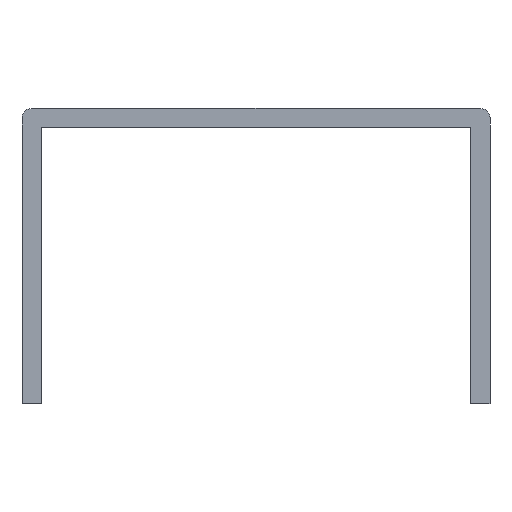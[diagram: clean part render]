
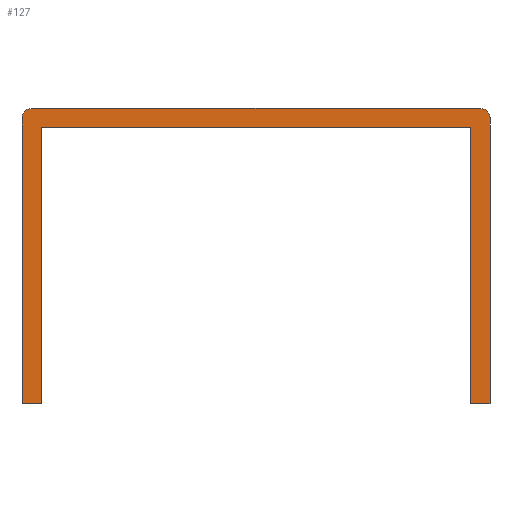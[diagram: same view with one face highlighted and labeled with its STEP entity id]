
A CAD part, left-side view. The second image highlights one B-rep face of the part: STEP entity #127.
In plain terms, the highlighted planar face has unit normal (-1, 0, 0).
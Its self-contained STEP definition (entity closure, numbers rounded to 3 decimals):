
#1 = DIRECTION ( 'NONE',  ( 0., 0., -1. ) ) ;
#3 = DIRECTION ( 'NONE',  ( -1., 0., 0. ) ) ;
#8 = LINE ( 'NONE', #91, #141 ) ;
#26 = LINE ( 'NONE', #203, #67 ) ;
#33 = CARTESIAN_POINT ( 'NONE',  ( -1519.337, 44.635, 0. ) ) ;
#37 = LINE ( 'NONE', #71, #214 ) ;
#41 = ORIENTED_EDGE ( 'NONE', *, *, #264, .T. ) ;
#47 = VECTOR ( 'NONE', #213, 1000. ) ;
#51 = VECTOR ( 'NONE', #292, 1000. ) ;
#54 = VERTEX_POINT ( 'NONE', #116 ) ;
#56 = VECTOR ( 'NONE', #62, 1000. ) ;
#57 = LINE ( 'NONE', #243, #47 ) ;
#62 = DIRECTION ( 'NONE',  ( 0., 0., 1. ) ) ;
#65 = VECTOR ( 'NONE', #134, 1000. ) ;
#67 = VECTOR ( 'NONE', #211, 1000. ) ;
#71 = CARTESIAN_POINT ( 'NONE',  ( -1519.337, 21.135, -14.45 ) ) ;
#72 = LINE ( 'NONE', #319, #56 ) ;
#81 = CARTESIAN_POINT ( 'NONE',  ( -1519.337, 44.635, 1. ) ) ;
#83 = CARTESIAN_POINT ( 'NONE',  ( -1519.337, 44.135, 1. ) ) ;
#84 = DIRECTION ( 'NONE',  ( 0., 1., 0. ) ) ;
#88 = ORIENTED_EDGE ( 'NONE', *, *, #305, .F. ) ;
#91 = CARTESIAN_POINT ( 'NONE',  ( -1519.337, 20.135, -14.45 ) ) ;
#92 = ORIENTED_EDGE ( 'NONE', *, *, #376, .F. ) ;
#98 = EDGE_LOOP ( 'NONE', ( #92, #102, #273, #164, #41, #262, #206, #280, #88, #129 ) ) ;
#102 = ORIENTED_EDGE ( 'NONE', *, *, #267, .T. ) ;
#112 = CARTESIAN_POINT ( 'NONE',  ( -1519.337, 43.635, 0. ) ) ;
#116 = CARTESIAN_POINT ( 'NONE',  ( -1519.337, 43.635, -14.45 ) ) ;
#123 = LINE ( 'NONE', #33, #51 ) ;
#127 = ADVANCED_FACE ( 'NONE', ( #348 ), #400, .F. ) ;
#129 = ORIENTED_EDGE ( 'NONE', *, *, #314, .T. ) ;
#134 = DIRECTION ( 'NONE',  ( 0., -1., 0. ) ) ;
#135 = CARTESIAN_POINT ( 'NONE',  ( -1519.337, 21.135, -14.45 ) ) ;
#141 = VECTOR ( 'NONE', #84, 1000. ) ;
#147 = VERTEX_POINT ( 'NONE', #378 ) ;
#164 = ORIENTED_EDGE ( 'NONE', *, *, #345, .F. ) ;
#167 = VERTEX_POINT ( 'NONE', #342 ) ;
#173 = CARTESIAN_POINT ( 'NONE',  ( -1519.337, 20.135, -14.45 ) ) ;
#178 = CIRCLE ( 'NONE', #235, 0.5 ) ;
#181 = DIRECTION ( 'NONE',  ( 0., 0., 1. ) ) ;
#193 = DIRECTION ( 'NONE',  ( 0., 0., -1. ) ) ;
#195 = LINE ( 'NONE', #295, #204 ) ;
#203 = CARTESIAN_POINT ( 'NONE',  ( -1519.337, 44.635, -14.45 ) ) ;
#204 = VECTOR ( 'NONE', #193, 1000. ) ;
#206 = ORIENTED_EDGE ( 'NONE', *, *, #302, .F. ) ;
#211 = DIRECTION ( 'NONE',  ( 0., 1., 0. ) ) ;
#213 = DIRECTION ( 'NONE',  ( 0., 0., -1. ) ) ;
#214 = VECTOR ( 'NONE', #181, 1000. ) ;
#235 = AXIS2_PLACEMENT_3D ( 'NONE', #394, #3, #1 ) ;
#243 = CARTESIAN_POINT ( 'NONE',  ( -1519.337, 44.635, 1. ) ) ;
#244 = AXIS2_PLACEMENT_3D ( 'NONE', #282, #306, #311 ) ;
#248 = AXIS2_PLACEMENT_3D ( 'NONE', #384, #365, #357 ) ;
#256 = VERTEX_POINT ( 'NONE', #315 ) ;
#262 = ORIENTED_EDGE ( 'NONE', *, *, #321, .T. ) ;
#264 = EDGE_CURVE ( 'NONE', #54, #399, #72, .T. ) ;
#267 = EDGE_CURVE ( 'NONE', #298, #147, #328, .T. ) ;
#269 = VERTEX_POINT ( 'NONE', #277 ) ;
#273 = ORIENTED_EDGE ( 'NONE', *, *, #339, .T. ) ;
#277 = CARTESIAN_POINT ( 'NONE',  ( -1519.337, 44.635, -14.45 ) ) ;
#280 = ORIENTED_EDGE ( 'NONE', *, *, #288, .F. ) ;
#282 = CARTESIAN_POINT ( 'NONE',  ( -1519.337, 44.135, 0.5 ) ) ;
#288 = EDGE_CURVE ( 'NONE', #309, #379, #8, .T. ) ;
#292 = DIRECTION ( 'NONE',  ( 0., -1., 0. ) ) ;
#295 = CARTESIAN_POINT ( 'NONE',  ( -1519.337, 20.135, 1. ) ) ;
#298 = VERTEX_POINT ( 'NONE', #83 ) ;
#302 = EDGE_CURVE ( 'NONE', #379, #307, #37, .T. ) ;
#305 = EDGE_CURVE ( 'NONE', #167, #309, #195, .T. ) ;
#306 = DIRECTION ( 'NONE',  ( -1., 0., 0. ) ) ;
#307 = VERTEX_POINT ( 'NONE', #414 ) ;
#309 = VERTEX_POINT ( 'NONE', #173 ) ;
#311 = DIRECTION ( 'NONE',  ( 0., 0., -1. ) ) ;
#314 = EDGE_CURVE ( 'NONE', #167, #256, #178, .T. ) ;
#315 = CARTESIAN_POINT ( 'NONE',  ( -1519.337, 20.635, 1. ) ) ;
#319 = CARTESIAN_POINT ( 'NONE',  ( -1519.337, 43.635, -14.45 ) ) ;
#321 = EDGE_CURVE ( 'NONE', #399, #307, #123, .T. ) ;
#326 = LINE ( 'NONE', #81, #65 ) ;
#328 = CIRCLE ( 'NONE', #244, 0.5 ) ;
#339 = EDGE_CURVE ( 'NONE', #147, #269, #57, .T. ) ;
#342 = CARTESIAN_POINT ( 'NONE',  ( -1519.337, 20.135, 0.5 ) ) ;
#345 = EDGE_CURVE ( 'NONE', #54, #269, #26, .T. ) ;
#348 = FACE_OUTER_BOUND ( 'NONE', #98, .T. ) ;
#357 = DIRECTION ( 'NONE',  ( 0., 0., -1. ) ) ;
#365 = DIRECTION ( 'NONE',  ( 1., 0., 0. ) ) ;
#376 = EDGE_CURVE ( 'NONE', #298, #256, #326, .T. ) ;
#378 = CARTESIAN_POINT ( 'NONE',  ( -1519.337, 44.635, 0.5 ) ) ;
#379 = VERTEX_POINT ( 'NONE', #135 ) ;
#384 = CARTESIAN_POINT ( 'NONE',  ( -1519.337, 44.635, 1. ) ) ;
#394 = CARTESIAN_POINT ( 'NONE',  ( -1519.337, 20.635, 0.5 ) ) ;
#399 = VERTEX_POINT ( 'NONE', #112 ) ;
#400 = PLANE ( 'NONE',  #248 ) ;
#414 = CARTESIAN_POINT ( 'NONE',  ( -1519.337, 21.135, 0. ) ) ;
